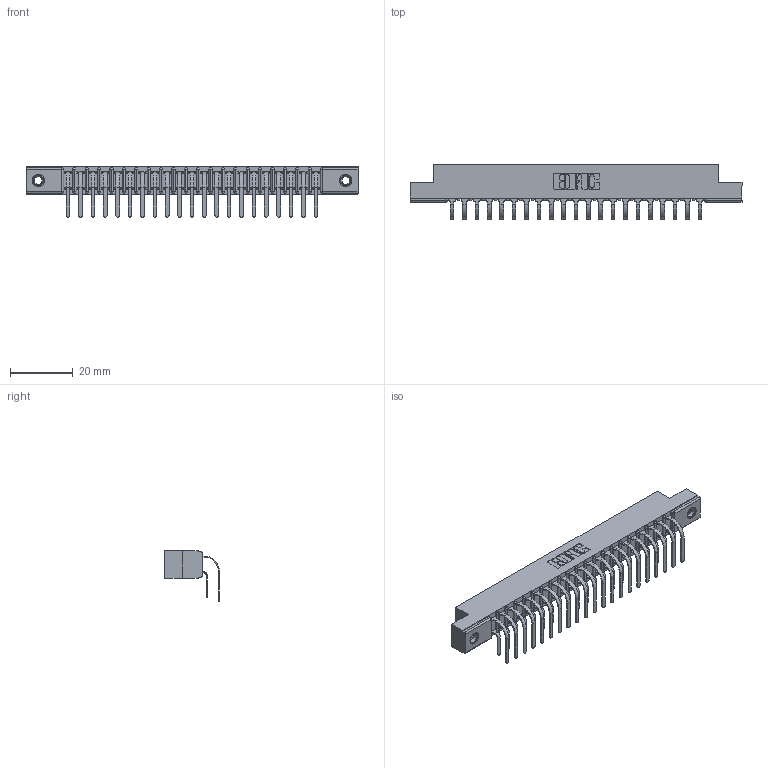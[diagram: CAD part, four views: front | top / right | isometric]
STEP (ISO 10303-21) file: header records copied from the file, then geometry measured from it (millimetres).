
FILE_DESCRIPTION (( 'STEP AP203' ), '1' );
FILE_NAME ('357-042-559-207.STEP', '2022-07-08T23:04:55', ( '' ), ( '' ), 'SwSTEP 2.0', 'SolidWorks 2020', '' );
FILE_SCHEMA (( 'CONFIG_CONTROL_DESIGN' ));
Length unit declared in the file: inch
Products named in the file (5): 357-042-559-207; 307-290-001_559 - 2 (Single); 345-250-001_345-250-005-103; 307 Part_.156 Dia Mounting Holes; 307-290-001_558 559 - 1 (Single)
Assembly tree (45 placements, depth 2):
  357-042-559-207
    307 Part_.156 Dia Mounting Holes
    307-290-001_558 559 - 1 (Single)  x21
    307-290-001_559 - 2 (Single)  x21
    345-250-001_345-250-005-103  x2
Bounding box: 106.22 x 17.51 x 16.08 mm (x, y, z)
Volume: 7092.7 mm3; surface area: 13392.1 mm2
Topology: 45 solids, 45 shells, 2300 faces, 6423 edges, 4158 vertices
Faces by surface type: plane 1488, cylinder 752, sphere 44, cone 12, torus 4
Entity records: 23896 total; most frequent: CARTESIAN_POINT 3902, ORIENTED_EDGE 3858, DIRECTION 3839, EDGE_CURVE 1929, LINE 1469, VECTOR 1469, VERTEX_POINT 1248, AXIS2_PLACEMENT_3D 1185
